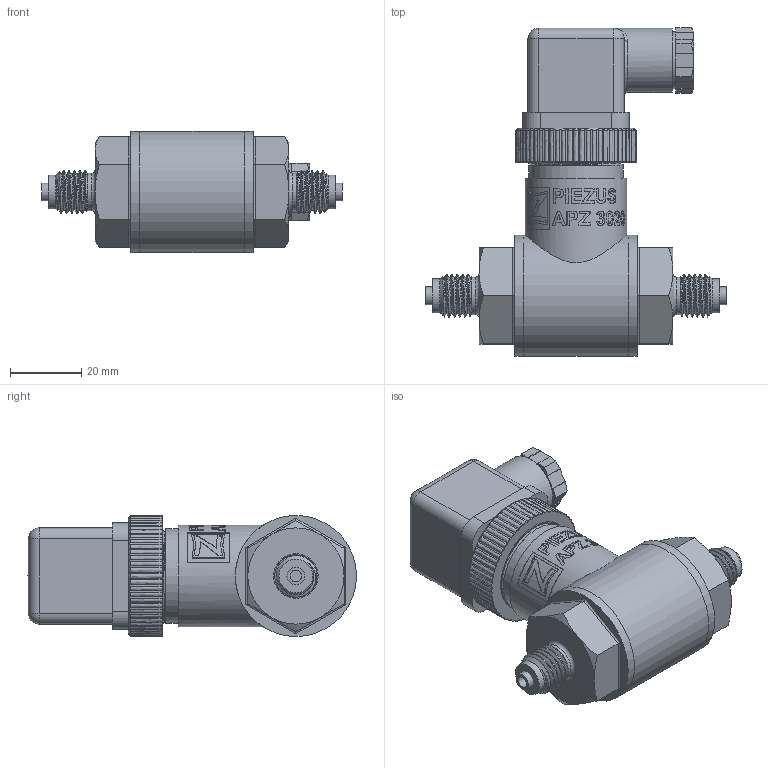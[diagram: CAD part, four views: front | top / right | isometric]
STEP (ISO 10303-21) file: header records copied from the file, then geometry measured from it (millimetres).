
FILE_DESCRIPTION(/* description */ (''),/* implementation_level */ '2;1');
FILE_NAME(/* name */ 'APZ3020_M12x1,5EN-axial_DIN43650A.step',/* time_stamp */ '2021-07-28T15:06:45+03:00',/* author */ (''),/* organization */ (''),/* preprocessor_version */ 'ST-DEVELOPER v18.1',/* originating_system */ 'Autodesk Translation Framework v10.9.0.1377',/* authorisation */ '');
FILE_SCHEMA (('AUTOMOTIVE_DESIGN { 1 0 10303 214 3 1 1 }'));
Length unit declared in the file: millimetre
Products named in the file (7): АПЗ 3020 - filled; M12x1,5 EN; shell; shell2; nut M27x1.5 v8; DIN 43650A female; DIN 43650A male 
Assembly tree (6 placements, depth 2):
  АПЗ 3020 - filled
    M12x1,5 EN
    shell
    shell2
    nut M27x1.5 v8
    DIN 43650A female
    DIN 43650A male 
Bounding box: 84.4 x 92.3 x 34 mm (x, y, z)
Volume: 91275.9 mm3; surface area: 33497.6 mm2
Topology: 5 solids, 5 shells, 1460 faces, 3993 edges, 2647 vertices
Faces by surface type: plane 578, bspline 555, cylinder 265, cone 41, torus 15, sphere 6
Full cylindrical faces by diameter (mm): 1.6 x4, 1.65 x4, 2 x1, 2.2 x1, 2.537 x6, 2.579 x1, 2.938 x10, 3.2 x1, 3.3 x2, 5 x3, 6 x1, 7.8 x1, 8 x1, 9.5 x2, 10 x1, 10.137 x10, 10.5 x2, 11.85 x8, 16 x1, 18 x1, 21 x1, 21.4 x2, 22 x1, 23.6 x1, 24 x3, 24.4 x1, 24.5 x1, 24.6 x4, 25.132 x4, 25.526 x4
Entity records: 68732 total; most frequent: CARTESIAN_POINT 35482, ORIENTED_EDGE 7982, DIRECTION 4885, EDGE_CURVE 3991, VERTEX_POINT 2647, LINE 1903, VECTOR 1903, EDGE_LOOP 1588
